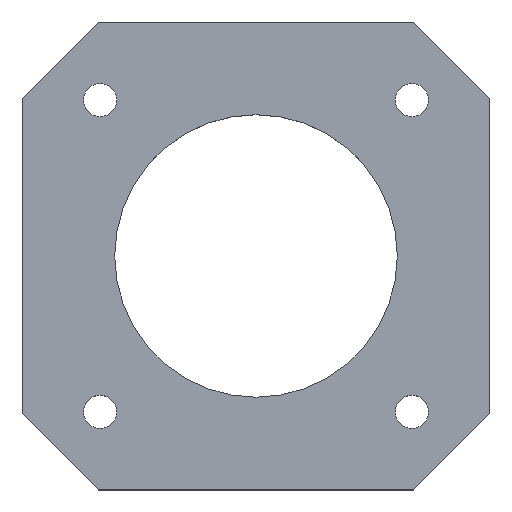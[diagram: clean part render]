
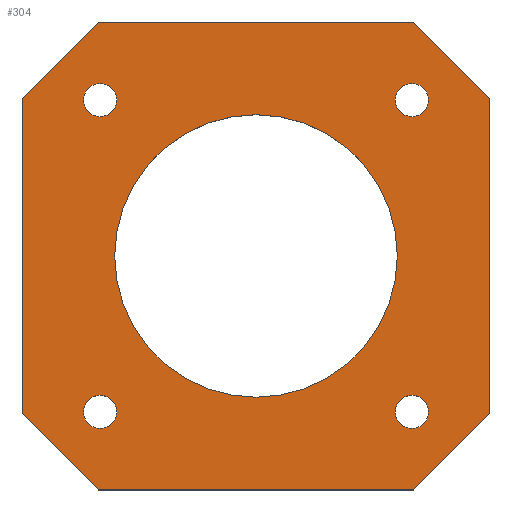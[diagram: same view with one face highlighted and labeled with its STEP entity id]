
A CAD part, top view. The second image highlights one B-rep face of the part: STEP entity #304.
In plain terms, the highlighted planar face has unit normal (0, 0, 1).
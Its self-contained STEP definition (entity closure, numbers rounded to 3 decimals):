
#15=FACE_BOUND('',#64,.T.);
#16=FACE_BOUND('',#65,.T.);
#17=FACE_BOUND('',#66,.T.);
#18=FACE_BOUND('',#67,.T.);
#19=FACE_BOUND('',#68,.T.);
#33=PLANE('',#343);
#48=FACE_OUTER_BOUND('',#63,.T.);
#63=EDGE_LOOP('',(#260,#261,#262,#263,#264,#265,#266,#267));
#64=EDGE_LOOP('',(#268));
#65=EDGE_LOOP('',(#269));
#66=EDGE_LOOP('',(#270));
#67=EDGE_LOOP('',(#271));
#68=EDGE_LOOP('',(#272));
#82=LINE('',#464,#111);
#85=LINE('',#470,#114);
#88=LINE('',#476,#117);
#91=LINE('',#482,#120);
#94=LINE('',#488,#123);
#97=LINE('',#494,#126);
#100=LINE('',#500,#129);
#103=LINE('',#504,#132);
#111=VECTOR('',#386,10.);
#114=VECTOR('',#391,10.);
#117=VECTOR('',#396,10.);
#120=VECTOR('',#401,10.);
#123=VECTOR('',#406,10.);
#126=VECTOR('',#411,10.);
#129=VECTOR('',#416,10.);
#132=VECTOR('',#421,10.);
#133=CIRCLE('',#321,1.7);
#135=CIRCLE('',#324,1.7);
#137=CIRCLE('',#327,1.7);
#139=CIRCLE('',#330,1.7);
#141=CIRCLE('',#333,14.5);
#143=VERTEX_POINT('',#428);
#145=VERTEX_POINT('',#434);
#147=VERTEX_POINT('',#440);
#149=VERTEX_POINT('',#446);
#151=VERTEX_POINT('',#452);
#155=VERTEX_POINT('',#461);
#156=VERTEX_POINT('',#463);
#158=VERTEX_POINT('',#469);
#160=VERTEX_POINT('',#475);
#162=VERTEX_POINT('',#481);
#164=VERTEX_POINT('',#487);
#166=VERTEX_POINT('',#493);
#168=VERTEX_POINT('',#499);
#169=EDGE_CURVE('',#143,#143,#133,.T.);
#172=EDGE_CURVE('',#145,#145,#135,.T.);
#175=EDGE_CURVE('',#147,#147,#137,.T.);
#178=EDGE_CURVE('',#149,#149,#139,.T.);
#181=EDGE_CURVE('',#151,#151,#141,.F.);
#186=EDGE_CURVE('',#156,#155,#82,.T.);
#189=EDGE_CURVE('',#158,#156,#85,.F.);
#192=EDGE_CURVE('',#160,#158,#88,.T.);
#195=EDGE_CURVE('',#162,#160,#91,.F.);
#198=EDGE_CURVE('',#164,#162,#94,.T.);
#201=EDGE_CURVE('',#166,#164,#97,.F.);
#204=EDGE_CURVE('',#168,#166,#100,.T.);
#207=EDGE_CURVE('',#155,#168,#103,.F.);
#260=ORIENTED_EDGE('',*,*,#207,.T.);
#261=ORIENTED_EDGE('',*,*,#204,.T.);
#262=ORIENTED_EDGE('',*,*,#201,.T.);
#263=ORIENTED_EDGE('',*,*,#198,.T.);
#264=ORIENTED_EDGE('',*,*,#195,.T.);
#265=ORIENTED_EDGE('',*,*,#192,.T.);
#266=ORIENTED_EDGE('',*,*,#189,.T.);
#267=ORIENTED_EDGE('',*,*,#186,.T.);
#268=ORIENTED_EDGE('',*,*,#169,.T.);
#269=ORIENTED_EDGE('',*,*,#172,.T.);
#270=ORIENTED_EDGE('',*,*,#175,.T.);
#271=ORIENTED_EDGE('',*,*,#178,.T.);
#272=ORIENTED_EDGE('',*,*,#181,.T.);
#304=ADVANCED_FACE('',(#48,#15,#16,#17,#18,#19),#33,.T.);
#321=AXIS2_PLACEMENT_3D('',#429,#349,#350);
#324=AXIS2_PLACEMENT_3D('',#435,#356,#357);
#327=AXIS2_PLACEMENT_3D('',#441,#363,#364);
#330=AXIS2_PLACEMENT_3D('',#447,#370,#371);
#333=AXIS2_PLACEMENT_3D('',#453,#377,#378);
#343=AXIS2_PLACEMENT_3D('',#505,#422,#423);
#349=DIRECTION('center_axis',(0.,0.,-1.));
#350=DIRECTION('ref_axis',(-1.,0.,0.));
#356=DIRECTION('center_axis',(0.,0.,-1.));
#357=DIRECTION('ref_axis',(-1.,0.,0.));
#363=DIRECTION('center_axis',(0.,0.,-1.));
#364=DIRECTION('ref_axis',(-1.,0.,0.));
#370=DIRECTION('center_axis',(0.,0.,-1.));
#371=DIRECTION('ref_axis',(-1.,0.,0.));
#377=DIRECTION('center_axis',(0.,0.,1.));
#378=DIRECTION('ref_axis',(1.,0.,0.));
#386=DIRECTION('',(-1.,0.,0.));
#391=DIRECTION('',(0.707,-0.707,0.));
#396=DIRECTION('',(0.,1.,0.));
#401=DIRECTION('',(-0.707,-0.707,0.));
#406=DIRECTION('',(1.,0.,0.));
#411=DIRECTION('',(-0.707,0.707,0.));
#416=DIRECTION('',(0.,-1.,0.));
#421=DIRECTION('',(0.707,0.707,0.));
#422=DIRECTION('center_axis',(0.,0.,1.));
#423=DIRECTION('ref_axis',(1.,0.,0.));
#428=CARTESIAN_POINT('',(-14.3,12.876,16.55));
#429=CARTESIAN_POINT('Origin',(-16.,12.876,16.55));
#434=CARTESIAN_POINT('',(-14.3,-19.124,16.55));
#435=CARTESIAN_POINT('Origin',(-16.,-19.124,16.55));
#440=CARTESIAN_POINT('',(17.7,12.876,16.55));
#441=CARTESIAN_POINT('Origin',(16.,12.876,16.55));
#446=CARTESIAN_POINT('',(17.7,-19.124,16.55));
#447=CARTESIAN_POINT('Origin',(16.,-19.124,16.55));
#452=CARTESIAN_POINT('',(-14.5,-3.124,16.55));
#453=CARTESIAN_POINT('Origin',(0.,-3.124,16.55));
#461=CARTESIAN_POINT('',(-16.182,20.886,16.55));
#463=CARTESIAN_POINT('',(16.182,20.886,16.55));
#464=CARTESIAN_POINT('',(-19.01,20.886,16.55));
#469=CARTESIAN_POINT('',(24.01,13.057,16.55));
#470=CARTESIAN_POINT('',(21.346,15.722,16.55));
#475=CARTESIAN_POINT('',(24.01,-19.306,16.55));
#476=CARTESIAN_POINT('',(24.01,15.886,16.55));
#481=CARTESIAN_POINT('',(16.182,-27.134,16.55));
#482=CARTESIAN_POINT('',(18.846,-24.47,16.55));
#487=CARTESIAN_POINT('',(-16.182,-27.134,16.55));
#488=CARTESIAN_POINT('',(19.01,-27.134,16.55));
#493=CARTESIAN_POINT('',(-24.01,-19.306,16.55));
#494=CARTESIAN_POINT('',(-21.346,-21.97,16.55));
#499=CARTESIAN_POINT('',(-24.01,13.057,16.55));
#500=CARTESIAN_POINT('',(-24.01,-22.134,16.55));
#504=CARTESIAN_POINT('',(-18.846,18.222,16.55));
#505=CARTESIAN_POINT('Origin',(0.,-3.124,16.55));
